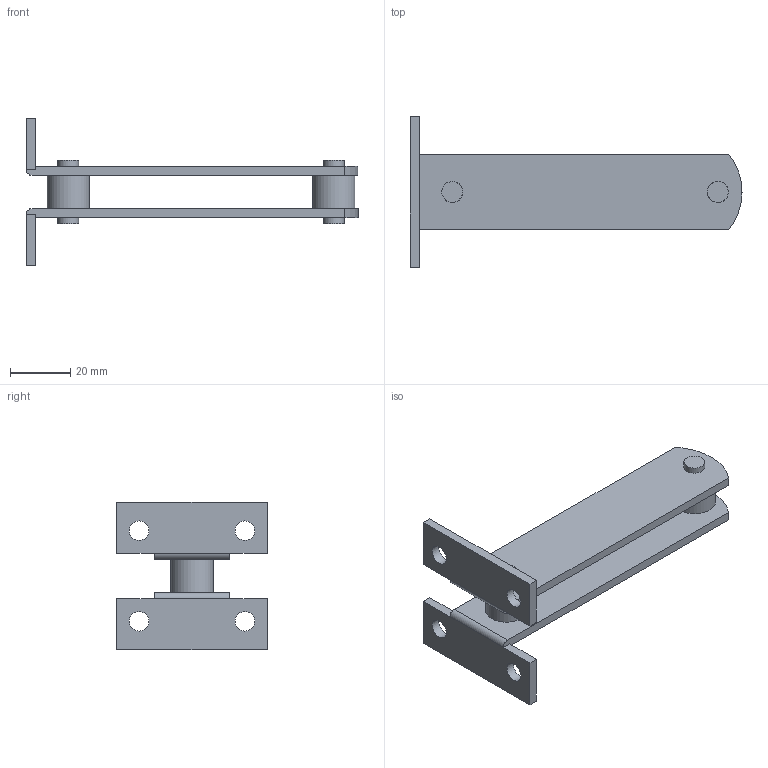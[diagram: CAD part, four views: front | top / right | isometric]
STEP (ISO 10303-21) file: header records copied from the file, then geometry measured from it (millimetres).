
FILE_DESCRIPTION((''),'2;1');
FILE_NAME('3536.stp','2012-02-28T17:09:11',('Marc'),(''),'Autodesk Inventor 2011','Autodesk Inventor 2011','');
FILE_SCHEMA(('AUTOMOTIVE_DESIGN { 1 0 10303 214 1 1 1 1 }'));
Length unit declared in the file: millimetre
Products named in the file (1): Pièce15
Bounding box: 110 x 50 x 49 mm (x, y, z)
Volume: 24472.8 mm3; surface area: 17214.7 mm2
Topology: 1 solids, 1 shells, 48 faces, 104 edges, 68 vertices
Faces by surface type: plane 30, cylinder 18
Full cylindrical faces by diameter (mm): 6.5 x4, 6.9 x4, 7 x4, 14 x2
Entity records: 1350 total; most frequent: DIRECTION 224, CARTESIAN_POINT 207, ORIENTED_EDGE 180, EDGE_CURVE 90, AXIS2_PLACEMENT_3D 85, EDGE_LOOP 82, VERTEX_POINT 68, VECTOR 54
